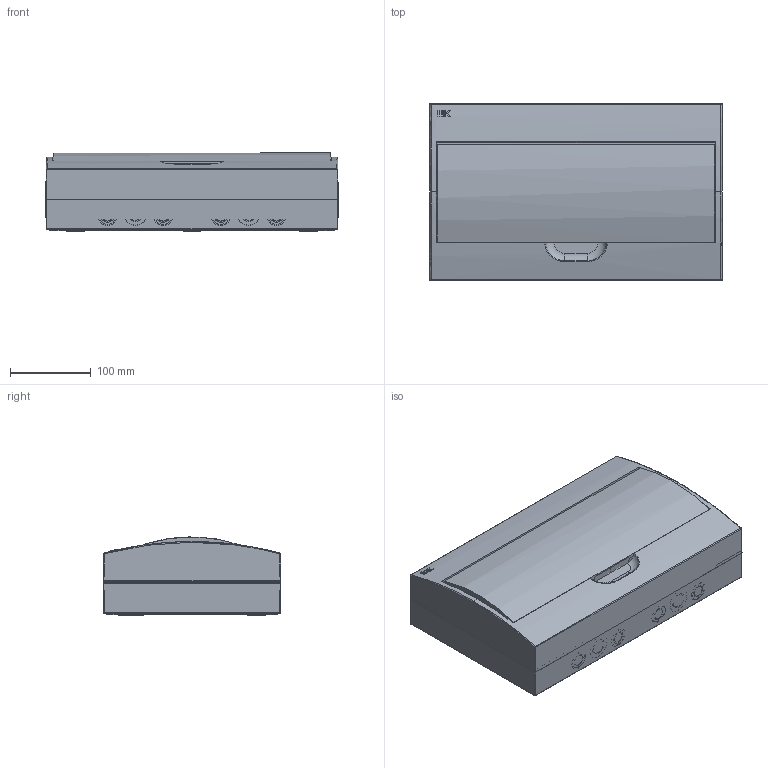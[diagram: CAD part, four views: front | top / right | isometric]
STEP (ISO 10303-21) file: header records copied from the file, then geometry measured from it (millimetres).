
FILE_DESCRIPTION (( 'STEP AP203' ), '1' );
FILE_NAME ('4MKP12-N-18-40-10 Áîêñ ÙÐÍ-Ï-18 ìîäóëåé íàâåñí.ïëàñòèê IP41.STEP', '2016-08-12T12:59:30', ( '' ), ( '' ), 'SwSTEP 2.0', 'SolidWorks 2014', '' );
FILE_SCHEMA (( 'CONFIG_CONTROL_DESIGN' ));
Length unit declared in the file: millimetre
Products named in the file (2): 4MKP12-N-18-40-10 Áîêñ ÙÐÍ-Ï-18 ìîäóëåé íàâåñí.ïëàñòèê IP41
Bounding box: 362 x 220 x 96.58 mm (x, y, z)
Volume: 690537.5 mm3; surface area: 674385.3 mm2
Topology: 5 solids, 5 shells, 2463 faces, 6820 edges, 4507 vertices
Faces by surface type: plane 1671, bspline 345, cylinder 215, cone 182, torus 39, sphere 11
Entity records: 89664 total; most frequent: CARTESIAN_POINT 29631, ORIENTED_EDGE 13640, DIRECTION 10676, EDGE_CURVE 6820, VERTEX_POINT 4507, VECTOR 4318, LINE 4318, AXIS2_PLACEMENT_3D 3179
